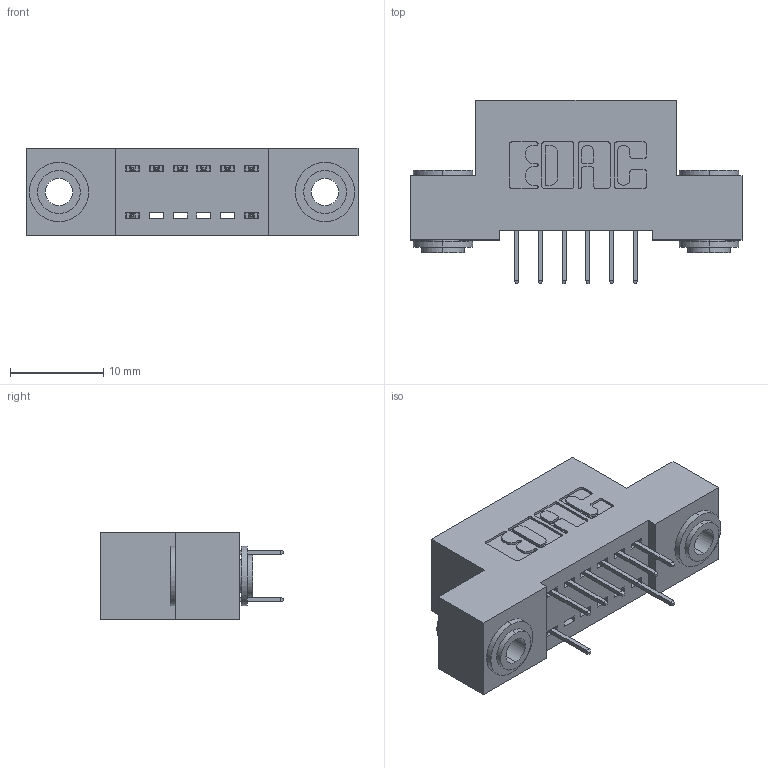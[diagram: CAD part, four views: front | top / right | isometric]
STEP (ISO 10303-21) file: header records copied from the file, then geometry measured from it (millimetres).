
FILE_DESCRIPTION (( 'STEP AP203' ), '1' );
FILE_NAME ('392-012-524-203.STEP', '2018-08-14T21:58:37', ( '' ), ( '' ), 'SwSTEP 2.0', 'SolidWorks 2016', '' );
FILE_SCHEMA (( 'CONFIG_CONTROL_DESIGN' ));
Length unit declared in the file: inch
Products named in the file (4): 345-292-001_345-293-124; 342 Part_.156 TH; 342-250-002_345-250-002-102; 392-012-524-203
Assembly tree (11 placements, depth 2):
  392-012-524-203
    342 Part_.156 TH
    345-292-001_345-293-124  x8
    342-250-002_345-250-002-102  x2
Bounding box: 35.56 x 19.69 x 9.4 mm (x, y, z)
Volume: 2999.4 mm3; surface area: 3978.8 mm2
Topology: 11 solids, 11 shells, 620 faces, 1731 edges, 1118 vertices
Faces by surface type: plane 436, cylinder 176, cone 8
Entity records: 8980 total; most frequent: CARTESIAN_POINT 1521, ORIENTED_EDGE 1454, DIRECTION 1393, EDGE_CURVE 727, LINE 579, VECTOR 579, VERTEX_POINT 478, AXIS2_PLACEMENT_3D 407
